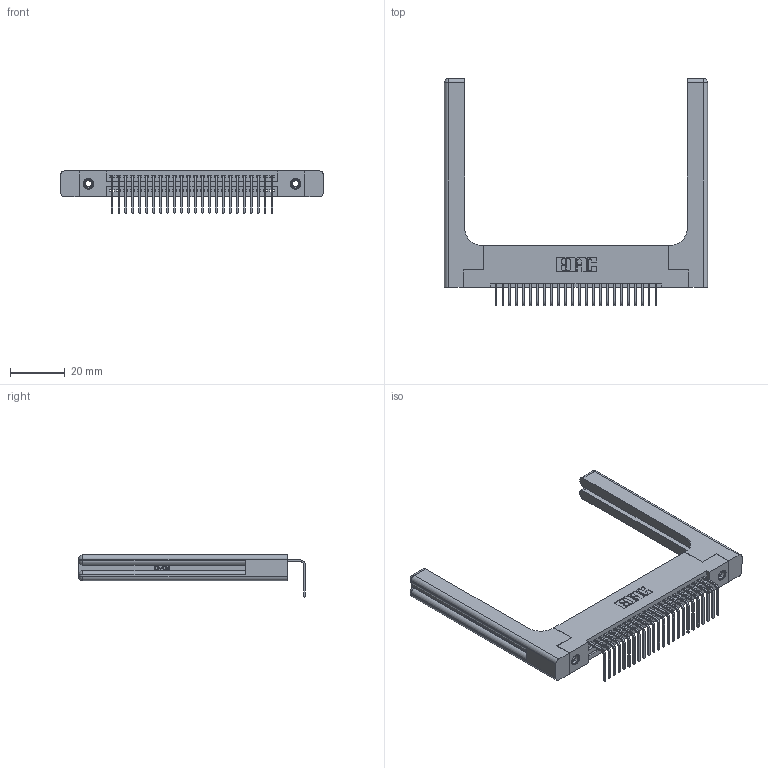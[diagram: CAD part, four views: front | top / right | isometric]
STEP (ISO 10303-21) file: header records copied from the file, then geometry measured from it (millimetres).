
FILE_DESCRIPTION (( 'STEP AP203' ), '1' );
FILE_NAME ('395-024-558-158.STEP', '2019-10-11T04:50:20', ( '' ), ( '' ), 'SwSTEP 2.0', 'SolidWorks 2016', '' );
FILE_SCHEMA (( 'CONFIG_CONTROL_DESIGN' ));
Length unit declared in the file: inch
Products named in the file (5): 345 Part_Flush Mounting Lugs - 0.156 Dia-TH; 345-292-001_558 Tail - 2; 345-250-001_345-250-001-102; 345-220-058_345-220-058; 395-024-558-158
Assembly tree (29 placements, depth 2):
  395-024-558-158
    345 Part_Flush Mounting Lugs - 0.156 Dia-TH
    345-292-001_558 Tail - 2  x24
    345-250-001_345-250-001-102  x2
    345-220-058_345-220-058  x2
Bounding box: 95.99 x 82.79 x 15.37 mm (x, y, z)
Volume: 17554.4 mm3; surface area: 17556.7 mm2
Topology: 29 solids, 29 shells, 1822 faces, 5375 edges, 3530 vertices
Faces by surface type: plane 1236, cylinder 526, bspline 36, cone 12, sphere 8, torus 4
Entity records: 25752 total; most frequent: CARTESIAN_POINT 5433, ORIENTED_EDGE 4188, DIRECTION 3718, EDGE_CURVE 2094, LINE 1774, VECTOR 1774, VERTEX_POINT 1386, AXIS2_PLACEMENT_3D 972
